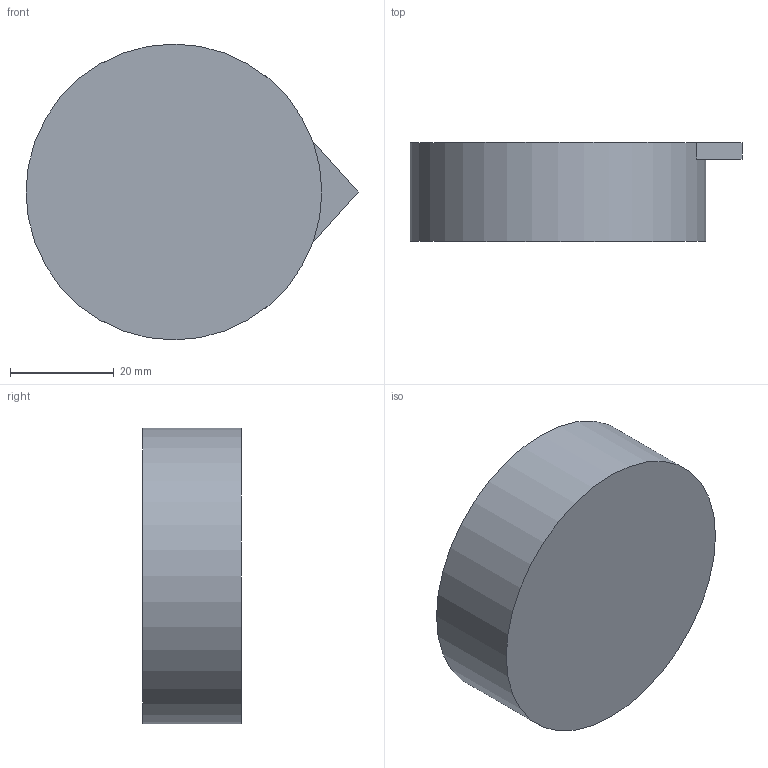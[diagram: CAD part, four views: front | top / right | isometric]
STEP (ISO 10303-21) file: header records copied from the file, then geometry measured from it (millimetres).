
FILE_DESCRIPTION(/* description */ (''),/* implementation_level */ '2;1');
FILE_NAME(/* name */ 'coupler.step',/* time_stamp */ '2018-10-07T16:04:08-06:00',/* author */ ('ande2623'),/* organization */ (''),/* preprocessor_version */ 'ST-DEVELOPER v17.2',/* originating_system */ 'Autodesk Translation Framework v7.6.0.251',/* authorisation */ '');
FILE_SCHEMA (('AUTOMOTIVE_DESIGN { 1 0 10303 214 3 1 1 }'));
Length unit declared in the file: inch
Products named in the file (1): coupler
Bounding box: 64.14 x 19.05 x 57.15 mm (x, y, z)
Volume: 32591.5 mm3; surface area: 10316.9 mm2
Topology: 1 solids, 1 shells, 8 faces, 15 edges, 10 vertices
Faces by surface type: plane 6, cylinder 2
Full cylindrical faces by diameter (mm): 40.64 x1, 57.15 x1
Entity records: 240 total; most frequent: DIRECTION 39, CARTESIAN_POINT 34, ORIENTED_EDGE 30, EDGE_CURVE 15, AXIS2_PLACEMENT_3D 15, VERTEX_POINT 10, EDGE_LOOP 9, LINE 9
